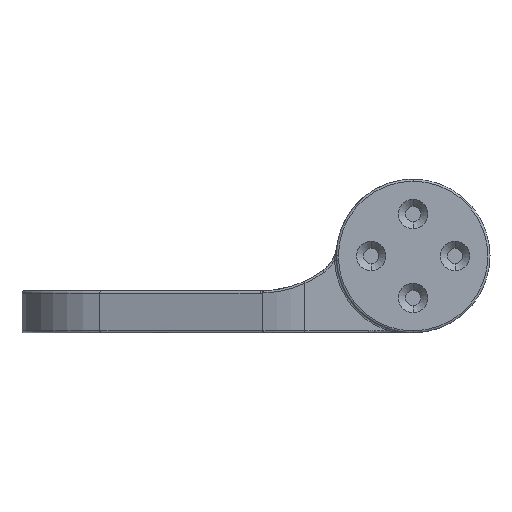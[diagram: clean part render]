
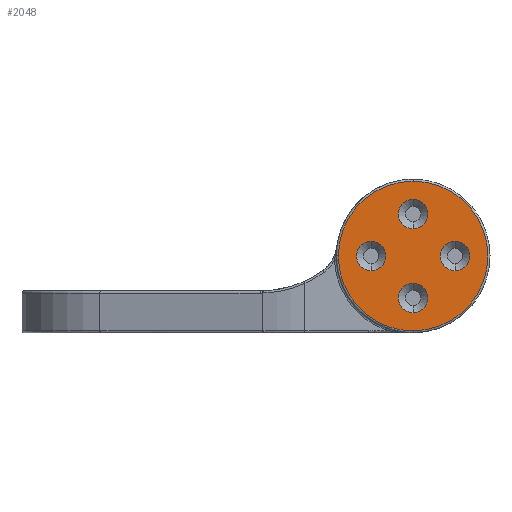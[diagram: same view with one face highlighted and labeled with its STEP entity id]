
A CAD part, left-side view. The second image highlights one B-rep face of the part: STEP entity #2048.
In plain terms, the highlighted planar face has unit normal (-1, 0, 0).
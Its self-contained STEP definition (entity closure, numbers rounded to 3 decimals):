
#4 = CARTESIAN_POINT ( 'NONE',  ( -24.032, -34., 11. ) ) ;
#43 = VERTEX_POINT ( 'NONE', #1141 ) ;
#61 = ORIENTED_EDGE ( 'NONE', *, *, #2613, .F. ) ;
#113 = FACE_BOUND ( 'NONE', #1521, .T. ) ;
#122 = CIRCLE ( 'NONE', #1625, 2.1 ) ;
#130 = B_SPLINE_CURVE_WITH_KNOTS ( 'NONE', 3,
 ( #4004, #243, #1809, #4425 ),
 .UNSPECIFIED., .F., .F.,
 ( 4, 4 ),
 ( 0., 0.001 ),
 .UNSPECIFIED. ) ;
#160 = CARTESIAN_POINT ( 'NONE',  ( -24.032, -40., 14.9 ) ) ;
#243 = CARTESIAN_POINT ( 'NONE',  ( -24.032, -36.727, 0.798 ) ) ;
#255 = DIRECTION ( 'NONE',  ( 0., 0., 1. ) ) ;
#340 = EDGE_CURVE ( 'NONE', #3371, #1335, #898, .T. ) ;
#386 = DIRECTION ( 'NONE',  ( 0., 0., -1. ) ) ;
#437 = ORIENTED_EDGE ( 'NONE', *, *, #3592, .T. ) ;
#447 = EDGE_CURVE ( 'NONE', #3992, #617, #4415, .T. ) ;
#488 = CIRCLE ( 'NONE', #2468, 2.1 ) ;
#524 = CARTESIAN_POINT ( 'NONE',  ( -24.032, -40., 5. ) ) ;
#539 = FACE_BOUND ( 'NONE', #3530, .T. ) ;
#570 = VERTEX_POINT ( 'NONE', #2929 ) ;
#617 = VERTEX_POINT ( 'NONE', #4529 ) ;
#641 = DIRECTION ( 'NONE',  ( 0., 0., -1. ) ) ;
#646 = EDGE_CURVE ( 'NONE', #2118, #2434, #4628, .T. ) ;
#707 = VERTEX_POINT ( 'NONE', #817 ) ;
#748 = AXIS2_PLACEMENT_3D ( 'NONE', #1035, #1438, #3748 ) ;
#750 = EDGE_LOOP ( 'NONE', ( #3385, #3628 ) ) ;
#817 = CARTESIAN_POINT ( 'NONE',  ( -24.032, -36.389, 0.919 ) ) ;
#847 = EDGE_CURVE ( 'NONE', #707, #3874, #130, .T. ) ;
#855 = AXIS2_PLACEMENT_3D ( 'NONE', #3712, #4442, #4886 ) ;
#898 = CIRCLE ( 'NONE', #4549, 2.1 ) ;
#914 = ORIENTED_EDGE ( 'NONE', *, *, #3451, .T. ) ;
#1035 = CARTESIAN_POINT ( 'NONE',  ( -24.032, -40., 17. ) ) ;
#1112 = AXIS2_PLACEMENT_3D ( 'NONE', #3531, #1627, #4739 ) ;
#1141 = CARTESIAN_POINT ( 'NONE',  ( -24.032, -40., 0.3 ) ) ;
#1168 = EDGE_CURVE ( 'NONE', #1432, #2074, #122, .T. ) ;
#1215 = AXIS2_PLACEMENT_3D ( 'NONE', #4, #4531, #1515 ) ;
#1266 = CARTESIAN_POINT ( 'NONE',  ( -24.032, -29.311, 10.357 ) ) ;
#1275 = CARTESIAN_POINT ( 'NONE',  ( -24.032, -34., 8.9 ) ) ;
#1315 = CARTESIAN_POINT ( 'NONE',  ( -24.032, -46., 8.9 ) ) ;
#1335 = VERTEX_POINT ( 'NONE', #1275 ) ;
#1403 = CARTESIAN_POINT ( 'NONE',  ( -24.032, -34., 11. ) ) ;
#1426 = CARTESIAN_POINT ( 'NONE',  ( -24.032, -40., 19.1 ) ) ;
#1432 = VERTEX_POINT ( 'NONE', #3205 ) ;
#1438 = DIRECTION ( 'NONE',  ( -1., 0., 0. ) ) ;
#1446 = DIRECTION ( 'NONE',  ( -1., 0., 0. ) ) ;
#1515 = DIRECTION ( 'NONE',  ( 0., 0., 1. ) ) ;
#1521 = EDGE_LOOP ( 'NONE', ( #4728, #2765 ) ) ;
#1546 = VERTEX_POINT ( 'NONE', #4479 ) ;
#1598 = CARTESIAN_POINT ( 'NONE',  ( -24.032, -29.297, 10.58 ) ) ;
#1625 = AXIS2_PLACEMENT_3D ( 'NONE', #3384, #3329, #1842 ) ;
#1627 = DIRECTION ( 'NONE',  ( 1., 0., 0. ) ) ;
#1650 = B_SPLINE_CURVE_WITH_KNOTS ( 'NONE', 3,
 ( #3792, #4268, #1598, #1266 ),
 .UNSPECIFIED., .F., .F.,
 ( 4, 4 ),
 ( 0., 0.001 ),
 .UNSPECIFIED. ) ;
#1680 = FACE_OUTER_BOUND ( 'NONE', #4287, .T. ) ;
#1708 = FACE_BOUND ( 'NONE', #2615, .T. ) ;
#1732 = PLANE ( 'NONE',  #1112 ) ;
#1748 = CARTESIAN_POINT ( 'NONE',  ( -24.032, -37.419, 0.616 ) ) ;
#1775 = DIRECTION ( 'NONE',  ( -1., 0., 0. ) ) ;
#1809 = CARTESIAN_POINT ( 'NONE',  ( -24.032, -37.071, 0.702 ) ) ;
#1842 = DIRECTION ( 'NONE',  ( 0., 0., 1. ) ) ;
#2047 = CARTESIAN_POINT ( 'NONE',  ( -24.032, -34., 13.1 ) ) ;
#2048 = ADVANCED_FACE ( 'NONE', ( #4342, #1708, #1680, #113, #539 ), #1732, .F. ) ;
#2059 = CARTESIAN_POINT ( 'NONE',  ( -24.032, -40., 11. ) ) ;
#2074 = VERTEX_POINT ( 'NONE', #1315 ) ;
#2118 = VERTEX_POINT ( 'NONE', #1426 ) ;
#2119 = EDGE_CURVE ( 'NONE', #2434, #2118, #2991, .T. ) ;
#2131 = ORIENTED_EDGE ( 'NONE', *, *, #4312, .F. ) ;
#2174 = AXIS2_PLACEMENT_3D ( 'NONE', #4052, #3991, #641 ) ;
#2175 = CIRCLE ( 'NONE', #2174, 10.708 ) ;
#2256 = ORIENTED_EDGE ( 'NONE', *, *, #340, .F. ) ;
#2434 = VERTEX_POINT ( 'NONE', #160 ) ;
#2468 = AXIS2_PLACEMENT_3D ( 'NONE', #3284, #1775, #255 ) ;
#2613 = EDGE_CURVE ( 'NONE', #1335, #3371, #4470, .T. ) ;
#2615 = EDGE_LOOP ( 'NONE', ( #2256, #61 ) ) ;
#2620 = DIRECTION ( 'NONE',  ( 0., 0., -1. ) ) ;
#2721 = AXIS2_PLACEMENT_3D ( 'NONE', #4883, #1446, #386 ) ;
#2765 = ORIENTED_EDGE ( 'NONE', *, *, #2119, .F. ) ;
#2893 = AXIS2_PLACEMENT_3D ( 'NONE', #2059, #3649, #3980 ) ;
#2929 = CARTESIAN_POINT ( 'NONE',  ( -24.032, -29.311, 10.357 ) ) ;
#2948 = ORIENTED_EDGE ( 'NONE', *, *, #3726, .T. ) ;
#2959 = CIRCLE ( 'NONE', #3440, 10.7 ) ;
#2991 = CIRCLE ( 'NONE', #855, 2.1 ) ;
#2992 = CARTESIAN_POINT ( 'NONE',  ( -24.032, -40., 11. ) ) ;
#3064 = ORIENTED_EDGE ( 'NONE', *, *, #3216, .T. ) ;
#3118 = AXIS2_PLACEMENT_3D ( 'NONE', #3918, #4366, #3241 ) ;
#3175 = DIRECTION ( 'NONE',  ( -1., 0., 0. ) ) ;
#3205 = CARTESIAN_POINT ( 'NONE',  ( -24.032, -46., 13.1 ) ) ;
#3216 = EDGE_CURVE ( 'NONE', #617, #570, #1650, .T. ) ;
#3241 = DIRECTION ( 'NONE',  ( 0., 0., 1. ) ) ;
#3259 = DIRECTION ( 'NONE',  ( -1., 0., 0. ) ) ;
#3284 = CARTESIAN_POINT ( 'NONE',  ( -24.032, -46., 11. ) ) ;
#3328 = CARTESIAN_POINT ( 'NONE',  ( -24.032, -40., 21.7 ) ) ;
#3329 = DIRECTION ( 'NONE',  ( -1., 0., 0. ) ) ;
#3371 = VERTEX_POINT ( 'NONE', #2047 ) ;
#3384 = CARTESIAN_POINT ( 'NONE',  ( -24.032, -46., 11. ) ) ;
#3385 = ORIENTED_EDGE ( 'NONE', *, *, #1168, .F. ) ;
#3420 = EDGE_CURVE ( 'NONE', #1546, #4172, #4404, .T. ) ;
#3440 = AXIS2_PLACEMENT_3D ( 'NONE', #2992, #4915, #2620 ) ;
#3451 = EDGE_CURVE ( 'NONE', #43, #3992, #2959, .T. ) ;
#3530 = EDGE_LOOP ( 'NONE', ( #2131, #3566 ) ) ;
#3531 = CARTESIAN_POINT ( 'NONE',  ( -24.032, -40., 11. ) ) ;
#3566 = ORIENTED_EDGE ( 'NONE', *, *, #3420, .F. ) ;
#3592 = EDGE_CURVE ( 'NONE', #570, #707, #2175, .T. ) ;
#3594 = CIRCLE ( 'NONE', #2721, 10.7 ) ;
#3628 = ORIENTED_EDGE ( 'NONE', *, *, #4922, .F. ) ;
#3649 = DIRECTION ( 'NONE',  ( -1., 0., 0. ) ) ;
#3712 = CARTESIAN_POINT ( 'NONE',  ( -24.032, -40., 17. ) ) ;
#3726 = EDGE_CURVE ( 'NONE', #3874, #43, #3594, .T. ) ;
#3748 = DIRECTION ( 'NONE',  ( 0., 0., 1. ) ) ;
#3792 = CARTESIAN_POINT ( 'NONE',  ( -24.032, -29.3, 11.027 ) ) ;
#3874 = VERTEX_POINT ( 'NONE', #1748 ) ;
#3918 = CARTESIAN_POINT ( 'NONE',  ( -24.032, -40., 5. ) ) ;
#3980 = DIRECTION ( 'NONE',  ( 0., 0., -1. ) ) ;
#3991 = DIRECTION ( 'NONE',  ( -1., 0., 0. ) ) ;
#3992 = VERTEX_POINT ( 'NONE', #3328 ) ;
#4004 = CARTESIAN_POINT ( 'NONE',  ( -24.032, -36.389, 0.919 ) ) ;
#4052 = CARTESIAN_POINT ( 'NONE',  ( -24.032, -40., 11. ) ) ;
#4172 = VERTEX_POINT ( 'NONE', #4274 ) ;
#4268 = CARTESIAN_POINT ( 'NONE',  ( -24.032, -29.299, 10.804 ) ) ;
#4274 = CARTESIAN_POINT ( 'NONE',  ( -24.032, -40., 7.1 ) ) ;
#4287 = EDGE_LOOP ( 'NONE', ( #4552, #2948, #914, #4757, #3064, #437 ) ) ;
#4312 = EDGE_CURVE ( 'NONE', #4172, #1546, #4784, .T. ) ;
#4342 = FACE_BOUND ( 'NONE', #750, .T. ) ;
#4366 = DIRECTION ( 'NONE',  ( -1., 0., 0. ) ) ;
#4404 = CIRCLE ( 'NONE', #3118, 2.1 ) ;
#4405 = DIRECTION ( 'NONE',  ( 0., 0., 1. ) ) ;
#4415 = CIRCLE ( 'NONE', #2893, 10.7 ) ;
#4425 = CARTESIAN_POINT ( 'NONE',  ( -24.032, -37.419, 0.616 ) ) ;
#4437 = DIRECTION ( 'NONE',  ( 0., 0., 1. ) ) ;
#4442 = DIRECTION ( 'NONE',  ( -1., 0., 0. ) ) ;
#4470 = CIRCLE ( 'NONE', #1215, 2.1 ) ;
#4479 = CARTESIAN_POINT ( 'NONE',  ( -24.032, -40., 2.9 ) ) ;
#4529 = CARTESIAN_POINT ( 'NONE',  ( -24.032, -29.3, 11.027 ) ) ;
#4531 = DIRECTION ( 'NONE',  ( -1., 0., 0. ) ) ;
#4549 = AXIS2_PLACEMENT_3D ( 'NONE', #1403, #3259, #4437 ) ;
#4552 = ORIENTED_EDGE ( 'NONE', *, *, #847, .T. ) ;
#4555 = AXIS2_PLACEMENT_3D ( 'NONE', #524, #3175, #4405 ) ;
#4628 = CIRCLE ( 'NONE', #748, 2.1 ) ;
#4728 = ORIENTED_EDGE ( 'NONE', *, *, #646, .F. ) ;
#4739 = DIRECTION ( 'NONE',  ( 0., 0., -1. ) ) ;
#4757 = ORIENTED_EDGE ( 'NONE', *, *, #447, .T. ) ;
#4784 = CIRCLE ( 'NONE', #4555, 2.1 ) ;
#4883 = CARTESIAN_POINT ( 'NONE',  ( -24.032, -40., 11. ) ) ;
#4886 = DIRECTION ( 'NONE',  ( 0., 0., 1. ) ) ;
#4915 = DIRECTION ( 'NONE',  ( -1., 0., 0. ) ) ;
#4922 = EDGE_CURVE ( 'NONE', #2074, #1432, #488, .T. ) ;
